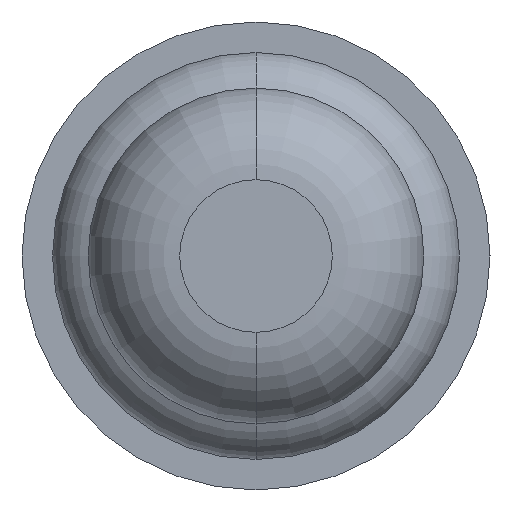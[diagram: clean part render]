
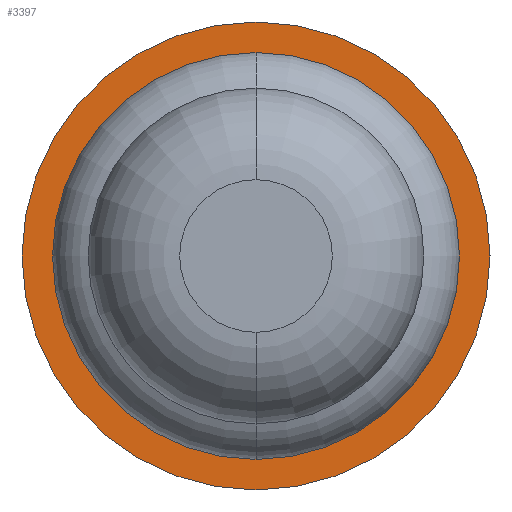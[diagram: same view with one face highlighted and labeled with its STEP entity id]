
A CAD part, front view. The second image highlights one B-rep face of the part: STEP entity #3397.
In plain terms, the highlighted planar face has unit normal (0, -1, 0).
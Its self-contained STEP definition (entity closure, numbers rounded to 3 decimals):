
#148 = CARTESIAN_POINT ( 'NONE',  ( 0., 5.3, -1.15 ) ) ;
#165 = DIRECTION ( 'NONE',  ( 0., 0., -1. ) ) ;
#354 = AXIS2_PLACEMENT_3D ( 'NONE', #803, #3517, #3926 ) ;
#532 = CARTESIAN_POINT ( 'NONE',  ( 0., 5.3, 0.5 ) ) ;
#803 = CARTESIAN_POINT ( 'NONE',  ( 0., 5.3, 0. ) ) ;
#865 = VERTEX_POINT ( 'NONE', #4116 ) ;
#1137 = EDGE_CURVE ( 'Defeature ausgef�hrt1_1+Defeature ausgef�hrt1_2+Defeature ausgef�hrt1_2+Defeature ausgef�hrt1_2', #4421, #1801, #2343, .T. ) ;
#1351 = DIRECTION ( 'NONE',  ( 0., 0., 1. ) ) ;
#1392 = CARTESIAN_POINT ( 'NONE',  ( 0., 5.3, 0. ) ) ;
#1593 = EDGE_LOOP ( 'NONE', ( #3790, #2254 ) ) ;
#1624 = AXIS2_PLACEMENT_3D ( 'NONE', #3577, #1877, #4296 ) ;
#1724 = DIRECTION ( 'NONE',  ( 0., 1., 0. ) ) ;
#1767 = FACE_OUTER_BOUND ( 'NONE', #4289, .T. ) ;
#1801 = VERTEX_POINT ( 'NONE', #3276 ) ;
#1806 = EDGE_CURVE ( 'Defeature ausgef�hrt1_1+Defeature ausgef�hrt1_2+Defeature ausgef�hrt1_2+Defeature ausgef�hrt1_2', #1801, #4421, #2681, .T. ) ;
#1877 = DIRECTION ( 'NONE',  ( 0., 1., 0. ) ) ;
#2065 = DIRECTION ( 'NONE',  ( 0., 0., 1. ) ) ;
#2167 = PLANE ( 'NONE',  #2978 ) ;
#2254 = ORIENTED_EDGE ( 'NONE', *, *, #3773, .T. ) ;
#2329 = ORIENTED_EDGE ( 'NONE', *, *, #1137, .F. ) ;
#2343 = CIRCLE ( 'NONE', #4364, 1.15 ) ;
#2386 = EDGE_CURVE ( 'Defeature ausgef�hrt1_2+Defeature ausgef�hrt1_3+Defeature ausgef�hrt1_3+Defeature ausgef�hrt1_3', #4494, #865, #3484, .T. ) ;
#2549 = ORIENTED_EDGE ( 'NONE', *, *, #1806, .F. ) ;
#2681 = CIRCLE ( 'NONE', #1624, 1.15 ) ;
#2729 = FACE_BOUND ( 'NONE', #1593, .T. ) ;
#2893 = AXIS2_PLACEMENT_3D ( 'NONE', #1392, #1724, #2065 ) ;
#2978 = AXIS2_PLACEMENT_3D ( 'NONE', #3624, #4317, #165 ) ;
#3045 = CIRCLE ( 'NONE', #354, 0.5 ) ;
#3276 = CARTESIAN_POINT ( 'NONE',  ( 0., 5.3, 1.15 ) ) ;
#3393 = CARTESIAN_POINT ( 'NONE',  ( 0., 5.3, 0. ) ) ;
#3397 = ADVANCED_FACE ( 'Defeature ausgef�hrt1_2', ( #2729, #1767 ), #2167, .T. ) ;
#3484 = CIRCLE ( 'NONE', #2893, 0.5 ) ;
#3517 = DIRECTION ( 'NONE',  ( 0., 1., 0. ) ) ;
#3577 = CARTESIAN_POINT ( 'NONE',  ( 0., 5.3, 0. ) ) ;
#3624 = CARTESIAN_POINT ( 'NONE',  ( -1.15, 5.3, 0. ) ) ;
#3773 = EDGE_CURVE ( 'Defeature ausgef�hrt1_2+Defeature ausgef�hrt1_3+Defeature ausgef�hrt1_3+Defeature ausgef�hrt1_3', #865, #4494, #3045, .T. ) ;
#3790 = ORIENTED_EDGE ( 'NONE', *, *, #2386, .T. ) ;
#3926 = DIRECTION ( 'NONE',  ( 0., 0., 1. ) ) ;
#4116 = CARTESIAN_POINT ( 'NONE',  ( 0., 5.3, -0.5 ) ) ;
#4289 = EDGE_LOOP ( 'NONE', ( #2549, #2329 ) ) ;
#4296 = DIRECTION ( 'NONE',  ( 0., 0., 1. ) ) ;
#4317 = DIRECTION ( 'NONE',  ( 0., -1., 0. ) ) ;
#4364 = AXIS2_PLACEMENT_3D ( 'NONE', #3393, #4455, #1351 ) ;
#4421 = VERTEX_POINT ( 'NONE', #148 ) ;
#4455 = DIRECTION ( 'NONE',  ( 0., 1., 0. ) ) ;
#4494 = VERTEX_POINT ( 'NONE', #532 ) ;
